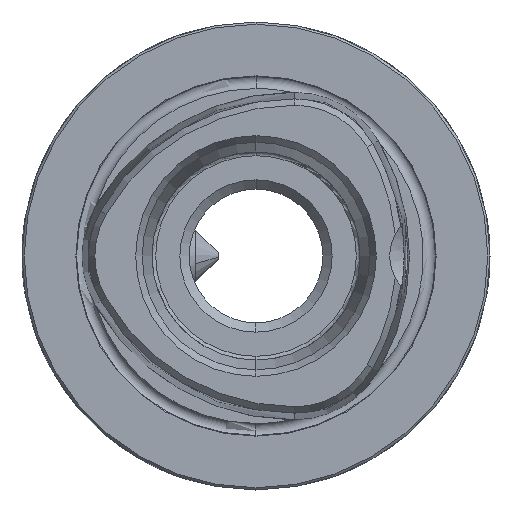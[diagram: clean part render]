
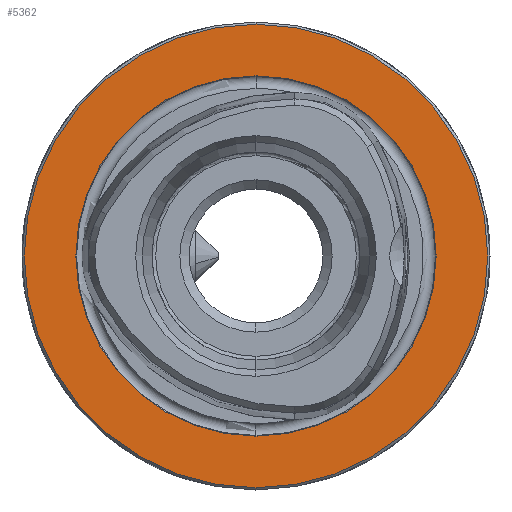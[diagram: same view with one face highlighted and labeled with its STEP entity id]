
A CAD part, left-side view. The second image highlights one B-rep face of the part: STEP entity #5362.
In plain terms, the highlighted planar face has unit normal (-1, 0, 0).
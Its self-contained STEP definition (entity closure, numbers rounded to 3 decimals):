
#14 = CIRCLE ( 'NONE', #785, 31.2 ) ;
#175 = AXIS2_PLACEMENT_3D ( 'NONE', #309, #4589, #5685 ) ;
#309 = CARTESIAN_POINT ( 'NONE',  ( 0., 0., 0. ) ) ;
#462 = ORIENTED_EDGE ( 'NONE', *, *, #5157, .T. ) ;
#475 = EDGE_CURVE ( 'NONE', #1823, #5146, #3730, .T. ) ;
#785 = AXIS2_PLACEMENT_3D ( 'NONE', #2122, #6408, #6946 ) ;
#961 = CARTESIAN_POINT ( 'NONE',  ( 0., 0., -31.2 ) ) ;
#1049 = VERTEX_POINT ( 'NONE', #3866 ) ;
#1114 = AXIS2_PLACEMENT_3D ( 'NONE', #3752, #4315, #1501 ) ;
#1501 = DIRECTION ( 'NONE',  ( 0., 0., 1. ) ) ;
#1591 = CIRCLE ( 'NONE', #175, 24.25 ) ;
#1658 = EDGE_CURVE ( 'NONE', #5146, #1823, #1591, .T. ) ;
#1823 = VERTEX_POINT ( 'NONE', #2594 ) ;
#2122 = CARTESIAN_POINT ( 'NONE',  ( 0., 0., 0. ) ) ;
#2594 = CARTESIAN_POINT ( 'NONE',  ( 0., 0., -24.25 ) ) ;
#2830 = DIRECTION ( 'NONE',  ( 0., 0., -1. ) ) ;
#3228 = CARTESIAN_POINT ( 'NONE',  ( 0., 0., 0. ) ) ;
#3351 = FACE_BOUND ( 'NONE', #5030, .T. ) ;
#3689 = DIRECTION ( 'NONE',  ( -1., 0., 0. ) ) ;
#3730 = CIRCLE ( 'NONE', #6273, 24.25 ) ;
#3752 = CARTESIAN_POINT ( 'NONE',  ( 0., 0., 0. ) ) ;
#3866 = CARTESIAN_POINT ( 'NONE',  ( 0., 0., 31.2 ) ) ;
#3916 = DIRECTION ( 'NONE',  ( 1., 0., 0. ) ) ;
#3967 = PLANE ( 'NONE',  #6566 ) ;
#4038 = VERTEX_POINT ( 'NONE', #961 ) ;
#4286 = CARTESIAN_POINT ( 'NONE',  ( 0., 0., 24.25 ) ) ;
#4315 = DIRECTION ( 'NONE',  ( -1., 0., 0. ) ) ;
#4589 = DIRECTION ( 'NONE',  ( -1., 0., 0. ) ) ;
#4743 = ORIENTED_EDGE ( 'NONE', *, *, #475, .F. ) ;
#4914 = ORIENTED_EDGE ( 'NONE', *, *, #1658, .F. ) ;
#5030 = EDGE_LOOP ( 'NONE', ( #4914, #4743 ) ) ;
#5146 = VERTEX_POINT ( 'NONE', #4286 ) ;
#5157 = EDGE_CURVE ( 'NONE', #4038, #1049, #5904, .T. ) ;
#5362 = ADVANCED_FACE ( 'NONE', ( #3351, #5404 ), #3967, .F. ) ;
#5404 = FACE_OUTER_BOUND ( 'NONE', #5630, .T. ) ;
#5578 = CARTESIAN_POINT ( 'NONE',  ( 0., 24.25, 0. ) ) ;
#5630 = EDGE_LOOP ( 'NONE', ( #462, #6256 ) ) ;
#5685 = DIRECTION ( 'NONE',  ( 0., 0., 1. ) ) ;
#5848 = DIRECTION ( 'NONE',  ( 0., 0., 1. ) ) ;
#5904 = CIRCLE ( 'NONE', #1114, 31.2 ) ;
#6256 = ORIENTED_EDGE ( 'NONE', *, *, #6794, .T. ) ;
#6273 = AXIS2_PLACEMENT_3D ( 'NONE', #3228, #3689, #5848 ) ;
#6408 = DIRECTION ( 'NONE',  ( -1., 0., 0. ) ) ;
#6566 = AXIS2_PLACEMENT_3D ( 'NONE', #5578, #3916, #2830 ) ;
#6794 = EDGE_CURVE ( 'NONE', #1049, #4038, #14, .T. ) ;
#6946 = DIRECTION ( 'NONE',  ( 0., 0., 1. ) ) ;
